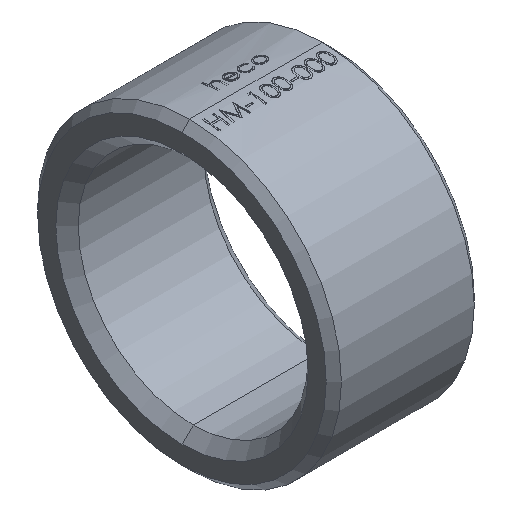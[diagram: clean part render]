
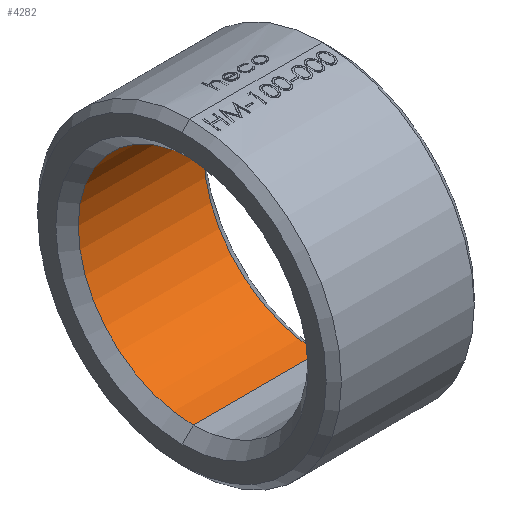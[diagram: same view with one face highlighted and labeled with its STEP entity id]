
A CAD part, isometric view. The second image highlights one B-rep face of the part: STEP entity #4282.
In plain terms, the highlighted cylindrical face has radius 15.145 mm (diameter 30.29 mm), a partial arc.
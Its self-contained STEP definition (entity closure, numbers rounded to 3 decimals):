
#22 = ORIENTED_EDGE ( 'NONE', *, *, #6791, .F. ) ;
#405 = EDGE_CURVE ( 'NONE', #14959, #3386, #6521, .T. ) ;
#712 = VERTEX_POINT ( 'NONE', #1723 ) ;
#876 = CIRCLE ( 'NONE', #6326, 15.145 ) ;
#1723 = CARTESIAN_POINT ( 'NONE',  ( 18.02, 0., -15.145 ) ) ;
#2022 = CARTESIAN_POINT ( 'NONE',  ( 18.02, 0., 0. ) ) ;
#2132 = DIRECTION ( 'NONE',  ( 0., 0., -1. ) ) ;
#2521 = LINE ( 'NONE', #17479, #8440 ) ;
#3211 = CARTESIAN_POINT ( 'NONE',  ( 19.501, 0., 15.145 ) ) ;
#3274 = DIRECTION ( 'NONE',  ( -1., 0., 0. ) ) ;
#3386 = VERTEX_POINT ( 'NONE', #17063 ) ;
#4282 = ADVANCED_FACE ( 'NONE', ( #7196 ), #14690, .F. ) ;
#4908 = DIRECTION ( 'NONE',  ( -1., 0., 0. ) ) ;
#6326 = AXIS2_PLACEMENT_3D ( 'NONE', #2022, #6451, #2132 ) ;
#6451 = DIRECTION ( 'NONE',  ( 1., 0., 0. ) ) ;
#6521 = CIRCLE ( 'NONE', #8522, 15.145 ) ;
#6791 = EDGE_CURVE ( 'NONE', #712, #3386, #2521, .T. ) ;
#6952 = ORIENTED_EDGE ( 'NONE', *, *, #11981, .T. ) ;
#7196 = FACE_OUTER_BOUND ( 'NONE', #13273, .T. ) ;
#7536 = DIRECTION ( 'NONE',  ( -1., 0., 0. ) ) ;
#7784 = DIRECTION ( 'NONE',  ( 0., 0., -1. ) ) ;
#7843 = CARTESIAN_POINT ( 'NONE',  ( 1.48, 0., 0. ) ) ;
#8440 = VECTOR ( 'NONE', #7536, 1000. ) ;
#8522 = AXIS2_PLACEMENT_3D ( 'NONE', #7843, #9184, #7784 ) ;
#9184 = DIRECTION ( 'NONE',  ( -1., 0., 0. ) ) ;
#9452 = VERTEX_POINT ( 'NONE', #10695 ) ;
#9719 = ORIENTED_EDGE ( 'NONE', *, *, #405, .T. ) ;
#9814 = CARTESIAN_POINT ( 'NONE',  ( 1.48, 0., 15.145 ) ) ;
#10695 = CARTESIAN_POINT ( 'NONE',  ( 18.02, 0., 15.145 ) ) ;
#11981 = EDGE_CURVE ( 'NONE', #9452, #14959, #12734, .T. ) ;
#12734 = LINE ( 'NONE', #3211, #14533 ) ;
#13273 = EDGE_LOOP ( 'NONE', ( #22, #16360, #6952, #9719 ) ) ;
#14122 = EDGE_CURVE ( 'NONE', #712, #9452, #876, .T. ) ;
#14533 = VECTOR ( 'NONE', #3274, 1000. ) ;
#14690 = CYLINDRICAL_SURFACE ( 'NONE', #16050, 15.145 ) ;
#14729 = DIRECTION ( 'NONE',  ( 0., 0., 1. ) ) ;
#14959 = VERTEX_POINT ( 'NONE', #9814 ) ;
#16050 = AXIS2_PLACEMENT_3D ( 'NONE', #17549, #4908, #14729 ) ;
#16360 = ORIENTED_EDGE ( 'NONE', *, *, #14122, .T. ) ;
#17063 = CARTESIAN_POINT ( 'NONE',  ( 1.48, 0., -15.145 ) ) ;
#17479 = CARTESIAN_POINT ( 'NONE',  ( 19.501, 0., -15.145 ) ) ;
#17549 = CARTESIAN_POINT ( 'NONE',  ( 19.501, 0., 0. ) ) ;
